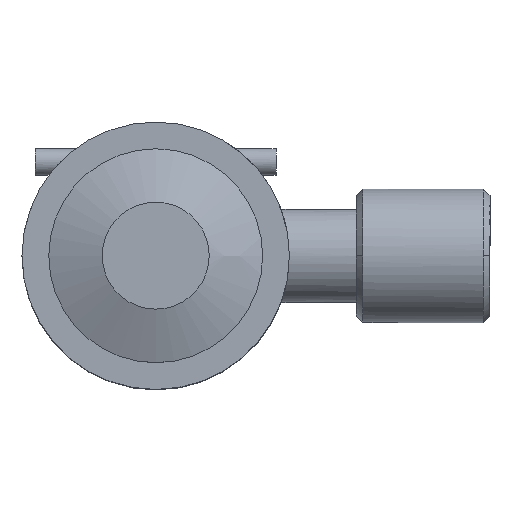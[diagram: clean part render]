
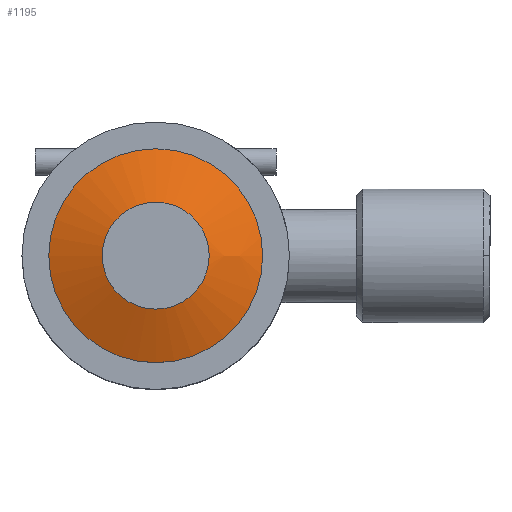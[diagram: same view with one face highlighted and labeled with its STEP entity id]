
A CAD part, top view. The second image highlights one B-rep face of the part: STEP entity #1195.
In plain terms, the highlighted spherical face has radius 18 mm.
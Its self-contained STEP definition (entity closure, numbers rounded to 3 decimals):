
#1164=CARTESIAN_POINT('',(8.,0.,-1.425));
#1165=VERTEX_POINT('',#1164);
#1166=CARTESIAN_POINT('',(0.,0.,-1.425));
#1167=DIRECTION('',(0.,0.,-1.));
#1168=DIRECTION('',(-1.,0.,0.));
#1169=AXIS2_PLACEMENT_3D('',#1166,#1167,#1168);
#1170=CIRCLE('',#1169,8.);
#1171=EDGE_CURVE('',#1165,#1165,#1170,.T.);
#1176=CARTESIAN_POINT('',(0.0,0.0,-17.55));
#1177=DIRECTION('',(0.0,0.0,1.0));
#1178=DIRECTION('',(1.0,0.0,0.0));
#1179=AXIS2_PLACEMENT_3D('',#1176,#1177,#1178);
#1180=SPHERICAL_SURFACE('',#1179,18.0);
#1181=CARTESIAN_POINT('',(4.,0.,0.));
#1182=VERTEX_POINT('',#1181);
#1183=CARTESIAN_POINT('',(0.0,0.,0.));
#1184=DIRECTION('',(0.,0.,1.));
#1185=DIRECTION('',(-1.,0.,0.));
#1186=AXIS2_PLACEMENT_3D('',#1183,#1184,#1185);
#1187=CIRCLE('',#1186,4.);
#1188=EDGE_CURVE('',#1182,#1182,#1187,.T.);
#1189=ORIENTED_EDGE('',*,*,#1188,.F.);
#1190=EDGE_LOOP('',(#1189));
#1191=FACE_OUTER_BOUND('',#1190,.T.);
#1192=ORIENTED_EDGE('',*,*,#1171,.F.);
#1193=EDGE_LOOP('',(#1192));
#1194=FACE_BOUND('',#1193,.T.);
#1195=ADVANCED_FACE('',(#1191,#1194),#1180,.T.);
